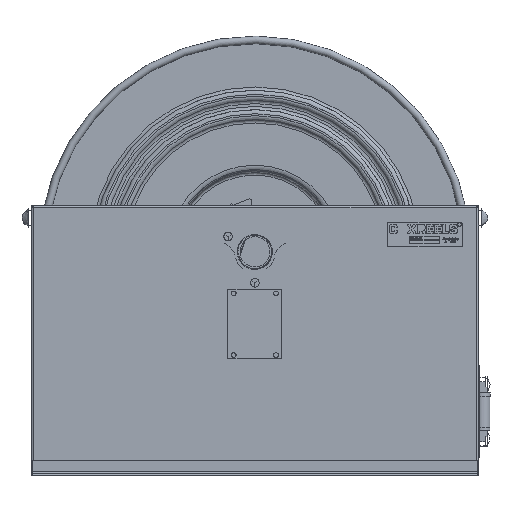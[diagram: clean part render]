
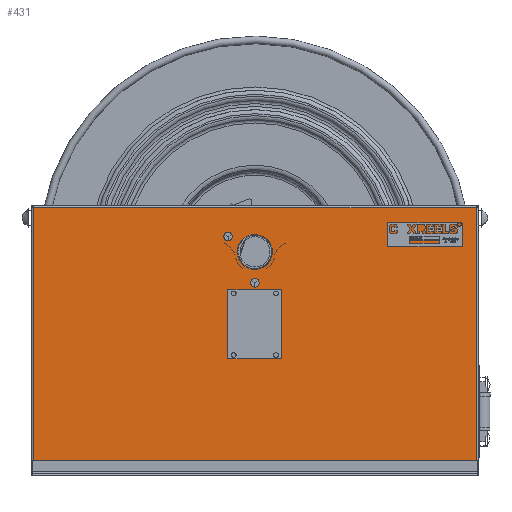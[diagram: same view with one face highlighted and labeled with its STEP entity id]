
A CAD part, top view. The second image highlights one B-rep face of the part: STEP entity #431.
In plain terms, the highlighted planar face has unit normal (0, 0, 1).
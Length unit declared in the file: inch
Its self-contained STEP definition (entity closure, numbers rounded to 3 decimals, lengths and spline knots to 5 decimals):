
#303=CARTESIAN_POINT('',(0.,0.,0.0747));
#304=DIRECTION('',(0.0,0.0,1.0));
#305=DIRECTION('',(1.0,0.0,0.0));
#306=AXIS2_PLACEMENT_3D('',#303,#304,#305);
#307=PLANE('',#306);
#308=CARTESIAN_POINT('',(-14.3506,8.6006,0.0747));
#309=VERTEX_POINT('',#308);
#310=CARTESIAN_POINT('',(-14.3506,-8.75,0.0747));
#311=VERTEX_POINT('',#310);
#312=CARTESIAN_POINT('',(-14.3506,8.6006,0.0747));
#313=DIRECTION('',(0.0,-1.0,0.0));
#314=VECTOR('',#313,17.3506);
#315=LINE('',#312,#314);
#316=EDGE_CURVE('',#309,#311,#315,.T.);
#317=ORIENTED_EDGE('',*,*,#316,.T.);
#318=CARTESIAN_POINT('',(14.3506,-8.75,0.0747));
#319=VERTEX_POINT('',#318);
#320=CARTESIAN_POINT('',(14.3506,-8.75,0.0747));
#321=DIRECTION('',(-1.0,0.0,0.0));
#322=VECTOR('',#321,28.7012);
#323=LINE('',#320,#322);
#324=EDGE_CURVE('',#319,#311,#323,.T.);
#325=ORIENTED_EDGE('',*,*,#324,.F.);
#326=CARTESIAN_POINT('',(14.3506,8.6006,0.0747));
#327=VERTEX_POINT('',#326);
#328=CARTESIAN_POINT('',(14.3506,-8.75,0.0747));
#329=DIRECTION('',(0.0,1.0,0.0));
#330=VECTOR('',#329,17.3506);
#331=LINE('',#328,#330);
#332=EDGE_CURVE('',#319,#327,#331,.T.);
#333=ORIENTED_EDGE('',*,*,#332,.T.);
#334=CARTESIAN_POINT('',(14.3506,8.6006,0.0747));
#335=DIRECTION('',(-1.0,0.0,0.0));
#336=VECTOR('',#335,28.7012);
#337=LINE('',#334,#336);
#338=EDGE_CURVE('',#327,#309,#337,.T.);
#339=ORIENTED_EDGE('',*,*,#338,.T.);
#340=EDGE_LOOP('',(#317,#325,#333,#339));
#341=FACE_OUTER_BOUND('',#340,.T.);
#342=CARTESIAN_POINT('',(1.14,5.75,0.0747));
#343=VERTEX_POINT('',#342);
#344=CARTESIAN_POINT('',(0.0,5.75,0.0747));
#345=DIRECTION('',(0.0,0.0,-1.0));
#346=DIRECTION('',(-1.0,0.0,0.0));
#347=AXIS2_PLACEMENT_3D('',#344,#345,#346);
#348=CIRCLE('',#347,1.14);
#349=EDGE_CURVE('',#343,#343,#348,.T.);
#350=ORIENTED_EDGE('',*,*,#349,.T.);
#351=EDGE_LOOP('',(#350));
#352=FACE_BOUND('',#351,.T.);
#353=CARTESIAN_POINT('',(-1.22,-0.94,0.0747));
#354=VERTEX_POINT('',#353);
#355=CARTESIAN_POINT('',(-1.375,-0.94,0.0747));
#356=DIRECTION('',(0.0,0.0,-1.0));
#357=DIRECTION('',(1.0,0.0,0.0));
#358=AXIS2_PLACEMENT_3D('',#355,#356,#357);
#359=CIRCLE('',#358,0.155);
#360=EDGE_CURVE('',#354,#354,#359,.T.);
#361=ORIENTED_EDGE('',*,*,#360,.T.);
#362=EDGE_LOOP('',(#361));
#363=FACE_BOUND('',#362,.T.);
#364=CARTESIAN_POINT('',(1.53,3.06,0.0747));
#365=VERTEX_POINT('',#364);
#366=CARTESIAN_POINT('',(1.375,3.06,0.0747));
#367=DIRECTION('',(0.0,0.0,-1.0));
#368=DIRECTION('',(1.0,0.0,0.0));
#369=AXIS2_PLACEMENT_3D('',#366,#367,#368);
#370=CIRCLE('',#369,0.155);
#371=EDGE_CURVE('',#365,#365,#370,.T.);
#372=ORIENTED_EDGE('',*,*,#371,.T.);
#373=EDGE_LOOP('',(#372));
#374=FACE_BOUND('',#373,.T.);
#375=CARTESIAN_POINT('',(-1.22,3.06,0.0747));
#376=VERTEX_POINT('',#375);
#377=CARTESIAN_POINT('',(-1.375,3.06,0.0747));
#378=DIRECTION('',(0.0,0.0,-1.0));
#379=DIRECTION('',(1.0,0.0,0.0));
#380=AXIS2_PLACEMENT_3D('',#377,#378,#379);
#381=CIRCLE('',#380,0.155);
#382=EDGE_CURVE('',#376,#376,#381,.T.);
#383=ORIENTED_EDGE('',*,*,#382,.T.);
#384=EDGE_LOOP('',(#383));
#385=FACE_BOUND('',#384,.T.);
#386=CARTESIAN_POINT('',(1.53,-0.94,0.0747));
#387=VERTEX_POINT('',#386);
#388=CARTESIAN_POINT('',(1.375,-0.94,0.0747));
#389=DIRECTION('',(0.0,0.0,-1.0));
#390=DIRECTION('',(1.0,0.0,0.0));
#391=AXIS2_PLACEMENT_3D('',#388,#389,#390);
#392=CIRCLE('',#391,0.155);
#393=EDGE_CURVE('',#387,#387,#392,.T.);
#394=ORIENTED_EDGE('',*,*,#393,.T.);
#395=EDGE_LOOP('',(#394));
#396=FACE_BOUND('',#395,.T.);
#397=CARTESIAN_POINT('',(-1.,-0.94,0.0747));
#398=VERTEX_POINT('',#397);
#399=CARTESIAN_POINT('',(-1.,3.06,0.0747));
#400=VERTEX_POINT('',#399);
#401=CARTESIAN_POINT('',(-1.,-0.94,0.0747));
#402=DIRECTION('',(0.0,1.0,0.0));
#403=VECTOR('',#402,4.0);
#404=LINE('',#401,#403);
#405=EDGE_CURVE('',#398,#400,#404,.T.);
#406=ORIENTED_EDGE('',*,*,#405,.T.);
#407=CARTESIAN_POINT('',(1.0,3.06,0.0747));
#408=VERTEX_POINT('',#407);
#409=CARTESIAN_POINT('',(-1.,3.06,0.0747));
#410=DIRECTION('',(1.0,0.0,0.0));
#411=VECTOR('',#410,2.);
#412=LINE('',#409,#411);
#413=EDGE_CURVE('',#400,#408,#412,.T.);
#414=ORIENTED_EDGE('',*,*,#413,.T.);
#415=CARTESIAN_POINT('',(1.,-0.94,0.0747));
#416=VERTEX_POINT('',#415);
#417=CARTESIAN_POINT('',(1.,3.06,0.0747));
#418=DIRECTION('',(0.0,-1.0,0.0));
#419=VECTOR('',#418,4.0);
#420=LINE('',#417,#419);
#421=EDGE_CURVE('',#408,#416,#420,.T.);
#422=ORIENTED_EDGE('',*,*,#421,.T.);
#423=CARTESIAN_POINT('',(1.,-0.94,0.0747));
#424=DIRECTION('',(-1.0,0.0,0.0));
#425=VECTOR('',#424,2.);
#426=LINE('',#423,#425);
#427=EDGE_CURVE('',#416,#398,#426,.T.);
#428=ORIENTED_EDGE('',*,*,#427,.T.);
#429=EDGE_LOOP('',(#406,#414,#422,#428));
#430=FACE_BOUND('',#429,.T.);
#431=ADVANCED_FACE('',(#341,#352,#363,#374,#385,#396,#430),#307,.T.);
